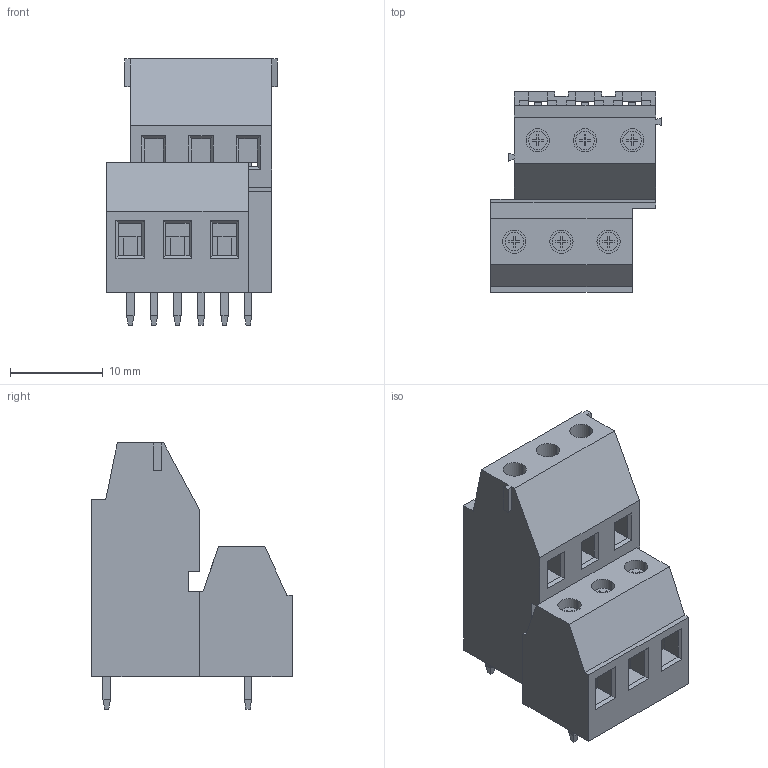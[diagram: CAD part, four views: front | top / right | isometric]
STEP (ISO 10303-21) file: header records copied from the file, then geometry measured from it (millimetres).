
FILE_DESCRIPTION (( 'STEP AP214' ), '1' );
FILE_NAME ('CONN-TH_DB128B-5.08-3P-XX-S.step', '2022-08-05T11:03:58', ( '' ), ( '' ), 'SwSTEP 2.0', 'SolidWorks 2020', '' );
FILE_SCHEMA (( 'AUTOMOTIVE_DESIGN' ));
Length unit declared in the file: millimetre
Products named in the file (1): CONN-TH_DB128B-5.08-3P-XX-S
Bounding box: 18.38 x 21.6 x 28.7 mm (x, y, z)
Volume: 3618.3 mm3; surface area: 5779 mm2
Topology: 14 solids, 14 shells, 660 faces, 1725 edges, 1130 vertices
Faces by surface type: plane 524, bspline 112, cylinder 24
Entity records: 27953 total; most frequent: CARTESIAN_POINT 5620, ORIENTED_EDGE 3450, DIRECTION 2643, EDGE_CURVE 1725, LINE 1449, VECTOR 1449, VERTEX_POINT 1130, EDGE_LOOP 727
